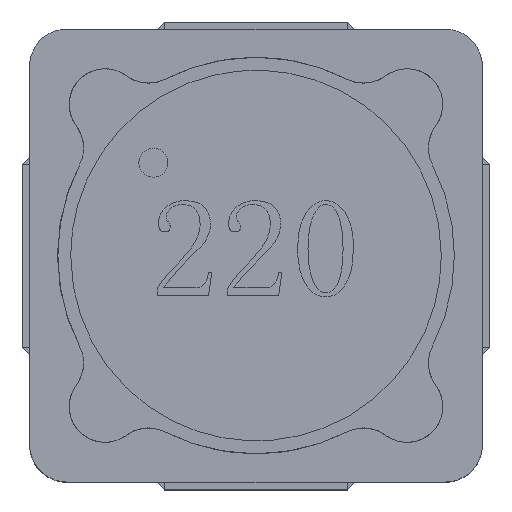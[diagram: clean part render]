
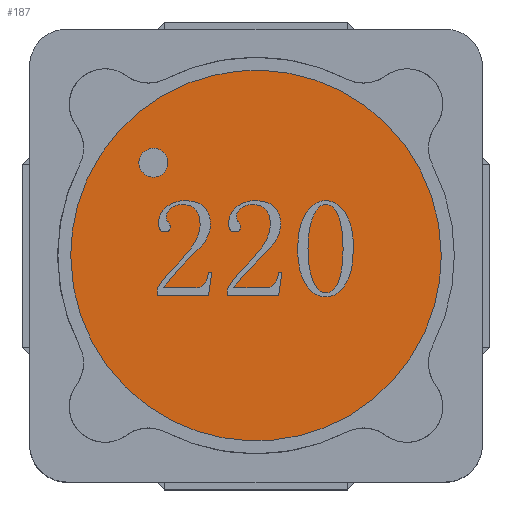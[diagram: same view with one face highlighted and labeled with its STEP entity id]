
A CAD part, top view. The second image highlights one B-rep face of the part: STEP entity #187.
In plain terms, the highlighted free-form (B-spline) face has degree [1, 1] with [2, 2] control points.
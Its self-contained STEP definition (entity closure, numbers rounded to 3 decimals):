
#21 = EDGE_CURVE('',#22,#24,#26,.T.);
#22 = VERTEX_POINT('',#23);
#23 = CARTESIAN_POINT('',(5.931,0.,
    7.189));
#24 = VERTEX_POINT('',#25);
#25 = CARTESIAN_POINT('',(-5.931,0.,7.189));
#26 = ( BOUNDED_CURVE() B_SPLINE_CURVE(2,(#27,#28,#29,#30,#31),
.UNSPECIFIED.,.F.,.F.) B_SPLINE_CURVE_WITH_KNOTS((3,2,3),(0.,
1.571,3.142),.PIECEWISE_BEZIER_KNOTS.) CURVE() 
GEOMETRIC_REPRESENTATION_ITEM() RATIONAL_B_SPLINE_CURVE((1.,
0.707,1.,0.707,1.)) REPRESENTATION_ITEM('') );
#27 = CARTESIAN_POINT('',(5.931,0.,7.189));
#28 = CARTESIAN_POINT('',(5.931,5.931,7.189)
  );
#29 = CARTESIAN_POINT('',(0.,5.931,
    7.189));
#30 = CARTESIAN_POINT('',(-5.931,5.931,7.189)
  );
#31 = CARTESIAN_POINT('',(-5.931,0.,
    7.189));
#160 = EDGE_CURVE('',#24,#22,#161,.T.);
#161 = ( BOUNDED_CURVE() B_SPLINE_CURVE(2,(#162,#163,#164,#165,#166),
.UNSPECIFIED.,.F.,.F.) B_SPLINE_CURVE_WITH_KNOTS((3,2,3),(3.142,
4.712,6.283),.PIECEWISE_BEZIER_KNOTS.) CURVE() 
GEOMETRIC_REPRESENTATION_ITEM() RATIONAL_B_SPLINE_CURVE((1.,
0.707,1.,0.707,1.)) REPRESENTATION_ITEM('') );
#162 = CARTESIAN_POINT('',(-5.931,0.,
    7.189));
#163 = CARTESIAN_POINT('',(-5.931,-5.931,
    7.189));
#164 = CARTESIAN_POINT('',(0.,-5.931,
    7.189));
#165 = CARTESIAN_POINT('',(5.931,-5.931,7.189
    ));
#166 = CARTESIAN_POINT('',(5.931,0.,
    7.189));
#187 = ADVANCED_FACE('',(#188),#192,.T.);
#188 = FACE_BOUND('',#189,.T.);
#189 = EDGE_LOOP('',(#190,#191));
#190 = ORIENTED_EDGE('',*,*,#160,.T.);
#191 = ORIENTED_EDGE('',*,*,#21,.T.);
#192 = B_SPLINE_SURFACE_WITH_KNOTS('',1,1,(
    (#193,#194)
    ,(#195,#196
    )),.UNSPECIFIED.,.F.,.F.,.F.,(2,2),(2,2),(-4.95,
    4.95),(-4.95,4.95),
  .PIECEWISE_BEZIER_KNOTS.);
#193 = CARTESIAN_POINT('',(-5.931,-5.931,
    7.189));
#194 = CARTESIAN_POINT('',(-5.931,5.931,7.189
    ));
#195 = CARTESIAN_POINT('',(5.931,-5.931,7.189
    ));
#196 = CARTESIAN_POINT('',(5.931,5.931,7.189)
  );
